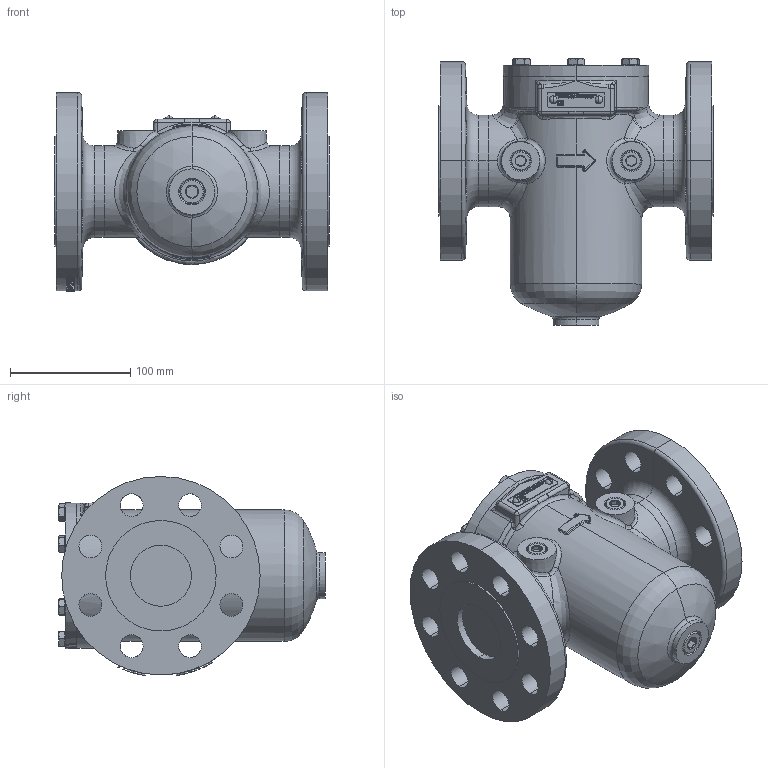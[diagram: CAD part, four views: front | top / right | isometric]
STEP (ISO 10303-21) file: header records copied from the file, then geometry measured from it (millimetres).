
FILE_DESCRIPTION (( 'STEP AP214' ), '1' );
FILE_NAME ('F-1020-HDUC-020.STEP', '2016-01-25T14:30:49', ( '' ), ( '' ), 'SwSTEP 2.0', 'SolidWorks 2015', '' );
FILE_SCHEMA (( 'AUTOMOTIVE_DESIGN' ));
Length unit declared in the file: inch
Products named in the file (1): F-1020-HDUC-020
Bounding box: 228.6 x 221.51 x 165.59 mm (x, y, z)
Volume: 3208438.5 mm3; surface area: 215336 mm2
Topology: 1 solids, 1 shells, 706 faces, 1928 edges, 1334 vertices
Faces by surface type: plane 283, bspline 140, cylinder 133, cone 91, torus 31, sphere 28
Entity records: 51589 total; most frequent: CARTESIAN_POINT 30638, ORIENTED_EDGE 3800, DIRECTION 3046, EDGE_CURVE 1900, VERTEX_POINT 1326, AXIS2_PLACEMENT_3D 1079, VECTOR 888, LINE 888
